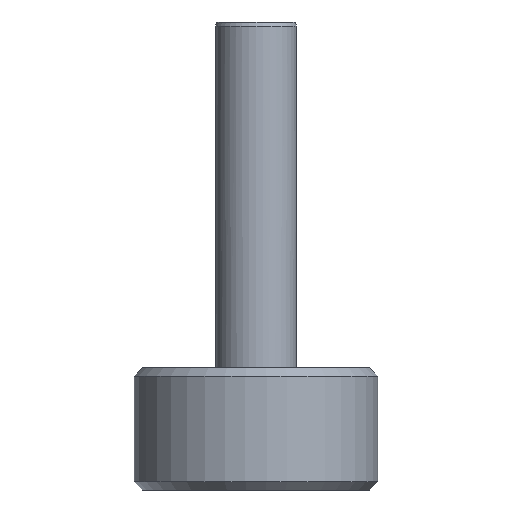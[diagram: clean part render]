
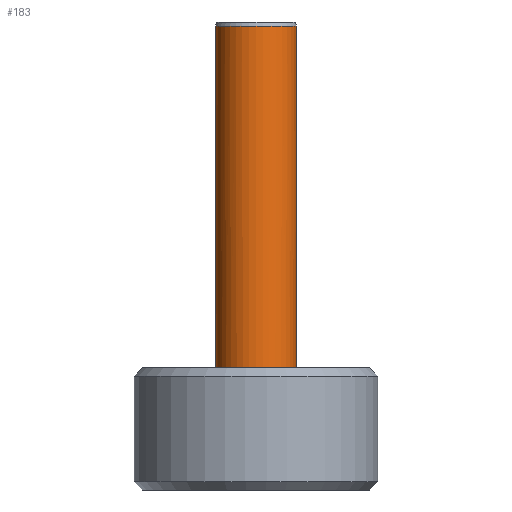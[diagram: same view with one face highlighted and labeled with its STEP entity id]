
A CAD part, front view. The second image highlights one B-rep face of the part: STEP entity #183.
In plain terms, the highlighted cylindrical face has radius 5 mm (diameter 10 mm), a full revolution.
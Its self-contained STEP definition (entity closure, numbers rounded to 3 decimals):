
#25=CARTESIAN_POINT('',(5.,150.,57.));
#26=VERTEX_POINT('',#25);
#27=CARTESIAN_POINT('',(-5.,150.,57.));
#28=VERTEX_POINT('',#27);
#29=CARTESIAN_POINT('',(0.,150.,57.));
#30=DIRECTION('',(1.,0.,0.));
#31=DIRECTION('',(0.,0.,1.));
#32=AXIS2_PLACEMENT_3D('',#29,#31,#30);
#33=CIRCLE('',#32,5.);
#34=EDGE_CURVE('',#26,#28,#33,.T.);
#61=CARTESIAN_POINT('',(0.,150.,57.));
#62=DIRECTION('',(-1.,0.,0.));
#63=DIRECTION('',(0.,0.,1.));
#64=AXIS2_PLACEMENT_3D('',#61,#63,#62);
#65=CIRCLE('',#64,5.);
#66=EDGE_CURVE('',#28,#26,#65,.T.);
#106=CARTESIAN_POINT('',(0.,150.,1.));
#107=DIRECTION('',(1.,0.,0.));
#108=DIRECTION('',(0.,0.,1.));
#109=AXIS2_PLACEMENT_3D('',#106,#108,#107);
#110=CYLINDRICAL_SURFACE('',#109,5.);
#111=CARTESIAN_POINT('',(4.989,150.333,1.));
#112=VERTEX_POINT('',#111);
#113=CARTESIAN_POINT('',(-4.989,150.333,1.));
#114=VERTEX_POINT('',#113);
#115=CARTESIAN_POINT('',(0.,150.,1.));
#116=DIRECTION('',(0.998,0.067,0.));
#117=DIRECTION('',(0.,0.,1.));
#118=AXIS2_PLACEMENT_3D('',#115,#117,#116);
#119=CIRCLE('',#118,5.);
#120=EDGE_CURVE('',#112,#114,#119,.T.);
#121=ORIENTED_EDGE('E9',*,*,#120,.T.);
#122=CARTESIAN_POINT('',(-4.989,150.333,14.));
#123=VERTEX_POINT('',#122);
#124=CARTESIAN_POINT('',(-4.989,150.333,1.));
#125=DIRECTION('',(0.,0.,1.));
#126=VECTOR('',#125,13.);
#127=LINE('',#124,#126);
#128=EDGE_CURVE('',#114,#123,#127,.T.);
#129=ORIENTED_EDGE('E10',*,*,#128,.T.);
#130=CARTESIAN_POINT('',(-4.191,147.273,15.));
#131=VERTEX_POINT('',#130);
#132=CARTESIAN_POINT('',(0.,150.,19.));
#133=DIRECTION('',(-0.706,0.047,-0.707));
#134=DIRECTION('',(-0.706,0.047,0.707));
#135=AXIS2_PLACEMENT_3D('',#132,#134,#133);
#136=ELLIPSE('',#135,7.071,5.);
#137=EDGE_CURVE('',#123,#131,#136,.T.);
#138=ORIENTED_EDGE('E11',*,*,#137,.T.);
#139=CARTESIAN_POINT('',(4.191,147.273,15.));
#140=VERTEX_POINT('',#139);
#141=CARTESIAN_POINT('',(0.,150.,15.));
#142=DIRECTION('',(-0.838,-0.545,0.));
#143=DIRECTION('',(-0.,0.,1.));
#144=AXIS2_PLACEMENT_3D('',#141,#143,#142);
#145=CIRCLE('',#144,5.);
#146=EDGE_CURVE('',#131,#140,#145,.T.);
#147=ORIENTED_EDGE('E12',*,*,#146,.T.);
#148=CARTESIAN_POINT('',(5.,150.,14.011));
#149=VERTEX_POINT('',#148);
#150=CARTESIAN_POINT('',(0.,150.,19.));
#151=DIRECTION('',(0.706,0.047,-0.707));
#152=DIRECTION('',(0.706,0.047,0.707));
#153=AXIS2_PLACEMENT_3D('',#150,#152,#151);
#154=ELLIPSE('',#153,7.071,5.);
#155=EDGE_CURVE('',#140,#149,#154,.T.);
#156=ORIENTED_EDGE('E13',*,*,#155,.T.);
#157=CARTESIAN_POINT('',(5.,150.,14.011));
#158=DIRECTION('',(0.,0.,1.));
#159=VECTOR('',#158,42.989);
#160=LINE('',#157,#159);
#161=EDGE_CURVE('',#149,#26,#160,.T.);
#162=ORIENTED_EDGE('E14',*,*,#161,.T.);
#163=ORIENTED_EDGE('E14',*,*,#66,.F.);
#164=ORIENTED_EDGE('E14',*,*,#34,.F.);
#165=ORIENTED_EDGE('E14',*,*,#161,.F.);
#166=CARTESIAN_POINT('',(4.989,150.333,14.));
#167=VERTEX_POINT('',#166);
#168=CARTESIAN_POINT('',(0.,150.,19.));
#169=DIRECTION('',(0.706,0.047,-0.707));
#170=DIRECTION('',(0.706,0.047,0.707));
#171=AXIS2_PLACEMENT_3D('',#168,#170,#169);
#172=ELLIPSE('',#171,7.071,5.);
#173=EDGE_CURVE('',#149,#167,#172,.T.);
#174=ORIENTED_EDGE('E15',*,*,#173,.T.);
#175=CARTESIAN_POINT('',(4.989,150.333,14.));
#176=DIRECTION('',(0.,0.,-1.));
#177=VECTOR('',#176,13.);
#178=LINE('',#175,#177);
#179=EDGE_CURVE('',#167,#112,#178,.T.);
#180=ORIENTED_EDGE('E16',*,*,#179,.T.);
#181=EDGE_LOOP('',(#121,#129,#138,#147,#156,#162,#163,#164,#165,#174,#180));
#182=FACE_OUTER_BOUND('',#181,.T.);
#183=ADVANCED_FACE('F3',(#182),#110,.T.);
